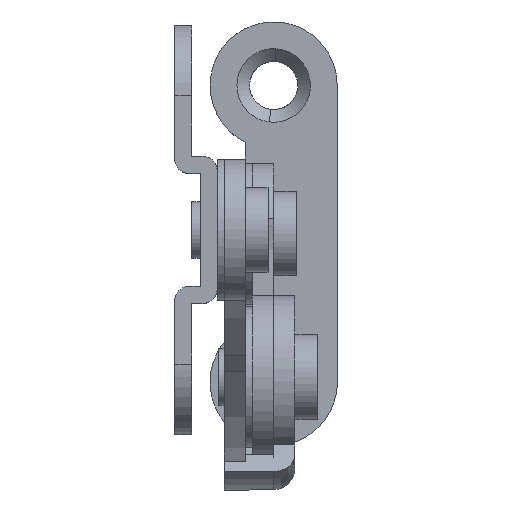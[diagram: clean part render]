
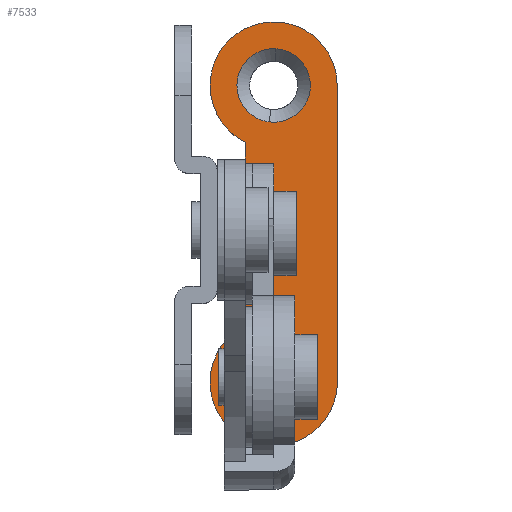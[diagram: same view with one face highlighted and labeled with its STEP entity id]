
A CAD part, top view. The second image highlights one B-rep face of the part: STEP entity #7533.
In plain terms, the highlighted free-form (B-spline) face has degree [1, 1] with [2, 2] control points.
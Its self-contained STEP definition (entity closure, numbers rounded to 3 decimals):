
#6865=CARTESIAN_POINT('',(6.693,-13.082,-81.));
#6866=VERTEX_POINT('',#6865);
#6872=CARTESIAN_POINT('',(9.6,-10.5,-81.));
#6873=VERTEX_POINT('',#6872);
#6874=CARTESIAN_POINT('',(6.693,-13.082,-81.));
#6875=CARTESIAN_POINT('',(6.846,-13.1,-81.));
#6876=CARTESIAN_POINT('',(7.0,-13.1,-81.));
#6877=CARTESIAN_POINT('',(9.6,-13.1,-81.));
#6878=CARTESIAN_POINT('',(9.6,-10.5,-81.));
#6886=(BOUNDED_CURVE()B_SPLINE_CURVE(2,(#6874,#6875,#6876,#6877,#6878),.UNSPECIFIED.,.F.,.U.)B_SPLINE_CURVE_WITH_KNOTS((3,2,3),(0.23,0.25,0.5),.UNSPECIFIED.)CURVE()GEOMETRIC_REPRESENTATION_ITEM()RATIONAL_B_SPLINE_CURVE((0.956,0.976,1.0,0.707,1.0))REPRESENTATION_ITEM(''));
#6887=EDGE_CURVE('',#6866,#6873,#6886,.T.);
#6889=CARTESIAN_POINT('',(7.159,-7.905,-81.));
#6890=VERTEX_POINT('',#6889);
#6891=CARTESIAN_POINT('',(9.6,-10.5,-81.));
#6892=CARTESIAN_POINT('',(9.6,-8.054,-81.));
#6893=CARTESIAN_POINT('',(7.159,-7.905,-81.));
#6901=(BOUNDED_CURVE()B_SPLINE_CURVE(2,(#6891,#6892,#6893),.UNSPECIFIED.,.F.,.U.)B_SPLINE_CURVE_WITH_KNOTS((3,3),(0.5,0.739),.UNSPECIFIED.)CURVE()GEOMETRIC_REPRESENTATION_ITEM()RATIONAL_B_SPLINE_CURVE((1.0,0.72,0.976))REPRESENTATION_ITEM(''));
#6902=EDGE_CURVE('',#6873,#6890,#6901,.T.);
#6936=CARTESIAN_POINT('',(4.4,-10.5,-81.));
#6937=VERTEX_POINT('',#6936);
#6938=CARTESIAN_POINT('',(7.159,-7.905,-81.));
#6939=CARTESIAN_POINT('',(7.079,-7.9,-81.));
#6940=CARTESIAN_POINT('',(7.0,-7.9,-81.));
#6941=CARTESIAN_POINT('',(4.4,-7.9,-81.));
#6942=CARTESIAN_POINT('',(4.4,-10.5,-81.));
#6950=(BOUNDED_CURVE()B_SPLINE_CURVE(2,(#6938,#6939,#6940,#6941,#6942),.UNSPECIFIED.,.F.,.U.)B_SPLINE_CURVE_WITH_KNOTS((3,2,3),(0.739,0.75,1.0),.UNSPECIFIED.)CURVE()GEOMETRIC_REPRESENTATION_ITEM()RATIONAL_B_SPLINE_CURVE((0.976,0.988,1.0,0.707,1.0))REPRESENTATION_ITEM(''));
#6951=EDGE_CURVE('',#6890,#6937,#6950,.T.);
#6953=CARTESIAN_POINT('',(4.4,-10.5,-81.));
#6954=CARTESIAN_POINT('',(4.4,-12.809,-81.));
#6955=CARTESIAN_POINT('',(6.693,-13.082,-81.));
#6963=(BOUNDED_CURVE()B_SPLINE_CURVE(2,(#6953,#6954,#6955),.UNSPECIFIED.,.F.,.U.)B_SPLINE_CURVE_WITH_KNOTS((3,3),(0.0,0.23),.UNSPECIFIED.)CURVE()GEOMETRIC_REPRESENTATION_ITEM()RATIONAL_B_SPLINE_CURVE((1.0,0.731,0.956))REPRESENTATION_ITEM(''));
#6964=EDGE_CURVE('',#6937,#6866,#6963,.T.);
#7209=CARTESIAN_POINT('',(6.693,7.918,-81.));
#7210=VERTEX_POINT('',#7209);
#7216=CARTESIAN_POINT('',(9.6,10.5,-81.));
#7217=VERTEX_POINT('',#7216);
#7218=CARTESIAN_POINT('',(6.693,7.918,-81.));
#7219=CARTESIAN_POINT('',(6.846,7.9,-81.));
#7220=CARTESIAN_POINT('',(7.0,7.9,-81.));
#7221=CARTESIAN_POINT('',(9.6,7.9,-81.));
#7222=CARTESIAN_POINT('',(9.6,10.5,-81.));
#7230=(BOUNDED_CURVE()B_SPLINE_CURVE(2,(#7218,#7219,#7220,#7221,#7222),.UNSPECIFIED.,.F.,.U.)B_SPLINE_CURVE_WITH_KNOTS((3,2,3),(0.23,0.25,0.5),.UNSPECIFIED.)CURVE()GEOMETRIC_REPRESENTATION_ITEM()RATIONAL_B_SPLINE_CURVE((0.956,0.976,1.0,0.707,1.0))REPRESENTATION_ITEM(''));
#7231=EDGE_CURVE('',#7210,#7217,#7230,.T.);
#7233=CARTESIAN_POINT('',(7.159,13.095,-81.));
#7234=VERTEX_POINT('',#7233);
#7235=CARTESIAN_POINT('',(9.6,10.5,-81.));
#7236=CARTESIAN_POINT('',(9.6,12.946,-81.));
#7237=CARTESIAN_POINT('',(7.159,13.095,-81.));
#7245=(BOUNDED_CURVE()B_SPLINE_CURVE(2,(#7235,#7236,#7237),.UNSPECIFIED.,.F.,.U.)B_SPLINE_CURVE_WITH_KNOTS((3,3),(0.5,0.739),.UNSPECIFIED.)CURVE()GEOMETRIC_REPRESENTATION_ITEM()RATIONAL_B_SPLINE_CURVE((1.0,0.72,0.976))REPRESENTATION_ITEM(''));
#7246=EDGE_CURVE('',#7217,#7234,#7245,.T.);
#7280=CARTESIAN_POINT('',(4.4,10.5,-81.));
#7281=VERTEX_POINT('',#7280);
#7282=CARTESIAN_POINT('',(7.159,13.095,-81.));
#7283=CARTESIAN_POINT('',(7.079,13.1,-81.));
#7284=CARTESIAN_POINT('',(7.0,13.1,-81.));
#7285=CARTESIAN_POINT('',(4.4,13.1,-81.));
#7286=CARTESIAN_POINT('',(4.4,10.5,-81.));
#7294=(BOUNDED_CURVE()B_SPLINE_CURVE(2,(#7282,#7283,#7284,#7285,#7286),.UNSPECIFIED.,.F.,.U.)B_SPLINE_CURVE_WITH_KNOTS((3,2,3),(0.739,0.75,1.0),.UNSPECIFIED.)CURVE()GEOMETRIC_REPRESENTATION_ITEM()RATIONAL_B_SPLINE_CURVE((0.976,0.988,1.0,0.707,1.0))REPRESENTATION_ITEM(''));
#7295=EDGE_CURVE('',#7234,#7281,#7294,.T.);
#7297=CARTESIAN_POINT('',(4.4,10.5,-81.));
#7298=CARTESIAN_POINT('',(4.4,8.191,-81.));
#7299=CARTESIAN_POINT('',(6.693,7.918,-81.));
#7307=(BOUNDED_CURVE()B_SPLINE_CURVE(2,(#7297,#7298,#7299),.UNSPECIFIED.,.F.,.U.)B_SPLINE_CURVE_WITH_KNOTS((3,3),(0.0,0.23),.UNSPECIFIED.)CURVE()GEOMETRIC_REPRESENTATION_ITEM()RATIONAL_B_SPLINE_CURVE((1.0,0.731,0.956))REPRESENTATION_ITEM(''));
#7308=EDGE_CURVE('',#7281,#7210,#7307,.T.);
#7448=CARTESIAN_POINT('',(2.052,-16.497,-81.));
#7449=CARTESIAN_POINT('',(11.949,-16.497,-81.));
#7450=CARTESIAN_POINT('',(2.052,16.498,-81.));
#7451=CARTESIAN_POINT('',(11.949,16.498,-81.));
#7452=B_SPLINE_SURFACE_WITH_KNOTS('',1,1,((#7448,#7450),(#7449,#7451)),.UNSPECIFIED.,.F.,.F.,.U.,(2,2),(2,2),(0.0,9.898),(0.0,32.996),.UNSPECIFIED.);
#7453=CARTESIAN_POINT('',(5.0,-5.,-81.));
#7454=VERTEX_POINT('',#7453);
#7455=CARTESIAN_POINT('',(5.0,-6.468,-81.));
#7456=VERTEX_POINT('',#7455);
#7457=CARTESIAN_POINT('',(5.0,-5.,-81.));
#7458=CARTESIAN_POINT('',(5.0,-6.468,-81.));
#7459=QUASI_UNIFORM_CURVE('',1,(#7457,#7458),.UNSPECIFIED.,.F.,.U.);
#7460=EDGE_CURVE('',#7454,#7456,#7459,.T.);
#7461=ORIENTED_EDGE('',*,*,#7460,.T.);
#7462=CARTESIAN_POINT('',(11.5,-10.499,-81.));
#7463=VERTEX_POINT('',#7462);
#7464=CARTESIAN_POINT('',(5.0,-6.468,-81.));
#7465=CARTESIAN_POINT('',(1.545,-8.182,-81.));
#7466=CARTESIAN_POINT('',(2.71,-11.859,-81.));
#7467=CARTESIAN_POINT('',(3.876,-15.536,-81.));
#7468=CARTESIAN_POINT('',(7.688,-14.946,-81.));
#7469=CARTESIAN_POINT('',(11.5,-14.356,-81.));
#7470=CARTESIAN_POINT('',(11.5,-10.499,-81.));
#7478=(BOUNDED_CURVE()B_SPLINE_CURVE(2,(#7464,#7465,#7466,#7467,#7468,#7469,#7470),.UNSPECIFIED.,.F.,.U.)B_SPLINE_CURVE_WITH_KNOTS((3,2,2,3),(0.0,0.333,0.667,1.0),.UNSPECIFIED.)CURVE()GEOMETRIC_REPRESENTATION_ITEM()RATIONAL_B_SPLINE_CURVE((1.0,0.759,1.0,0.759,1.0,0.759,1.0))REPRESENTATION_ITEM(''));
#7479=EDGE_CURVE('',#7456,#7463,#7478,.T.);
#7480=ORIENTED_EDGE('',*,*,#7479,.T.);
#7481=CARTESIAN_POINT('',(11.5,10.5,-81.));
#7482=VERTEX_POINT('',#7481);
#7483=CARTESIAN_POINT('',(11.5,-10.499,-81.));
#7484=CARTESIAN_POINT('',(11.5,10.5,-81.));
#7485=QUASI_UNIFORM_CURVE('',1,(#7483,#7484),.UNSPECIFIED.,.F.,.U.);
#7486=EDGE_CURVE('',#7463,#7482,#7485,.T.);
#7487=ORIENTED_EDGE('',*,*,#7486,.T.);
#7488=CARTESIAN_POINT('',(5.,6.469,-81.));
#7489=VERTEX_POINT('',#7488);
#7490=CARTESIAN_POINT('',(11.5,10.5,-81.));
#7491=CARTESIAN_POINT('',(11.5,14.357,-81.));
#7492=CARTESIAN_POINT('',(7.688,14.947,-81.));
#7493=CARTESIAN_POINT('',(3.876,15.537,-81.));
#7494=CARTESIAN_POINT('',(2.71,11.86,-81.));
#7495=CARTESIAN_POINT('',(1.545,8.183,-81.));
#7496=CARTESIAN_POINT('',(5.,6.469,-81.));
#7504=(BOUNDED_CURVE()B_SPLINE_CURVE(2,(#7490,#7491,#7492,#7493,#7494,#7495,#7496),.UNSPECIFIED.,.F.,.U.)B_SPLINE_CURVE_WITH_KNOTS((3,2,2,3),(0.0,0.333,0.667,1.0),.UNSPECIFIED.)CURVE()GEOMETRIC_REPRESENTATION_ITEM()RATIONAL_B_SPLINE_CURVE((1.0,0.759,1.0,0.759,1.0,0.759,1.0))REPRESENTATION_ITEM(''));
#7505=EDGE_CURVE('',#7482,#7489,#7504,.T.);
#7506=ORIENTED_EDGE('',*,*,#7505,.T.);
#7507=CARTESIAN_POINT('',(5.0,5.,-81.));
#7508=VERTEX_POINT('',#7507);
#7509=CARTESIAN_POINT('',(5.,6.469,-81.));
#7510=CARTESIAN_POINT('',(5.0,5.,-81.));
#7511=QUASI_UNIFORM_CURVE('',1,(#7509,#7510),.UNSPECIFIED.,.F.,.U.);
#7512=EDGE_CURVE('',#7489,#7508,#7511,.T.);
#7513=ORIENTED_EDGE('',*,*,#7512,.T.);
#7514=CARTESIAN_POINT('',(5.0,-5.,-81.));
#7515=CARTESIAN_POINT('',(5.0,5.,-81.));
#7516=QUASI_UNIFORM_CURVE('',1,(#7514,#7515),.UNSPECIFIED.,.F.,.U.);
#7517=EDGE_CURVE('',#7454,#7508,#7516,.T.);
#7518=ORIENTED_EDGE('',*,*,#7517,.F.);
#7519=EDGE_LOOP('',(#7461,#7480,#7487,#7506,#7513,#7518));
#7520=FACE_OUTER_BOUND('',#7519,.T.);
#7521=ORIENTED_EDGE('',*,*,#7246,.F.);
#7522=ORIENTED_EDGE('',*,*,#7231,.F.);
#7523=ORIENTED_EDGE('',*,*,#7308,.F.);
#7524=ORIENTED_EDGE('',*,*,#7295,.F.);
#7525=EDGE_LOOP('',(#7521,#7522,#7523,#7524));
#7526=FACE_BOUND('',#7525,.T.);
#7527=ORIENTED_EDGE('',*,*,#6902,.F.);
#7528=ORIENTED_EDGE('',*,*,#6887,.F.);
#7529=ORIENTED_EDGE('',*,*,#6964,.F.);
#7530=ORIENTED_EDGE('',*,*,#6951,.F.);
#7531=EDGE_LOOP('',(#7527,#7528,#7529,#7530));
#7532=FACE_BOUND('',#7531,.T.);
#7533=ADVANCED_FACE('',(#7520,#7526,#7532),#7452,.T.);
